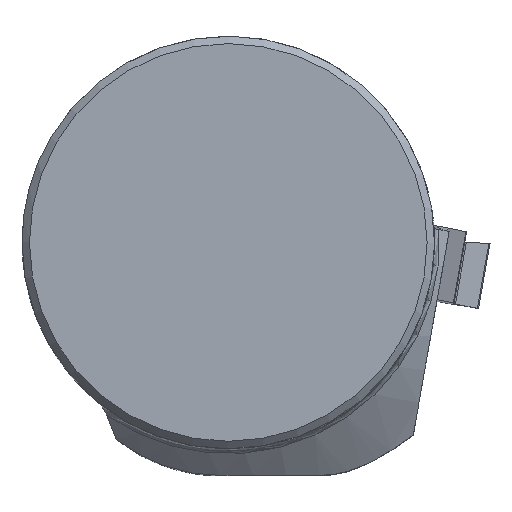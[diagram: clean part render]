
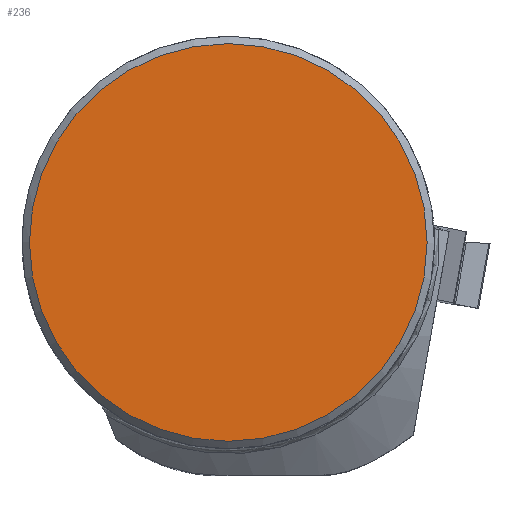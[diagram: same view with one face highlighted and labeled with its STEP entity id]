
A CAD part, top view. The second image highlights one B-rep face of the part: STEP entity #236.
In plain terms, the highlighted planar face has unit normal (0, 0, 1).
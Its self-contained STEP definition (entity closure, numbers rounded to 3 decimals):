
#175=CIRCLE('',#1592,12.049);
#236=ADVANCED_FACE('',(#340),#280,.F.);
#280=PLANE('',#1594);
#340=FACE_OUTER_BOUND('',#418,.T.);
#418=EDGE_LOOP('',(#798));
#798=ORIENTED_EDGE('',*,*,#1155,.F.);
#971=VERTEX_POINT('',#2643);
#1155=EDGE_CURVE('',#971,#971,#175,.T.);
#1592=AXIS2_PLACEMENT_3D('',#2642,#1958,#1959);
#1594=AXIS2_PLACEMENT_3D('',#2645,#1962,#1963);
#1958=DIRECTION('',(0.,0.,-1.));
#1959=DIRECTION('',(-1.,0.,0.));
#1962=DIRECTION('',(0.,0.,-1.));
#1963=DIRECTION('',(1.,0.,0.));
#2642=CARTESIAN_POINT('',(0.,0.,0.));
#2643=CARTESIAN_POINT('',(-12.049,0.,0.));
#2645=CARTESIAN_POINT('',(12.049,0.,0.));
